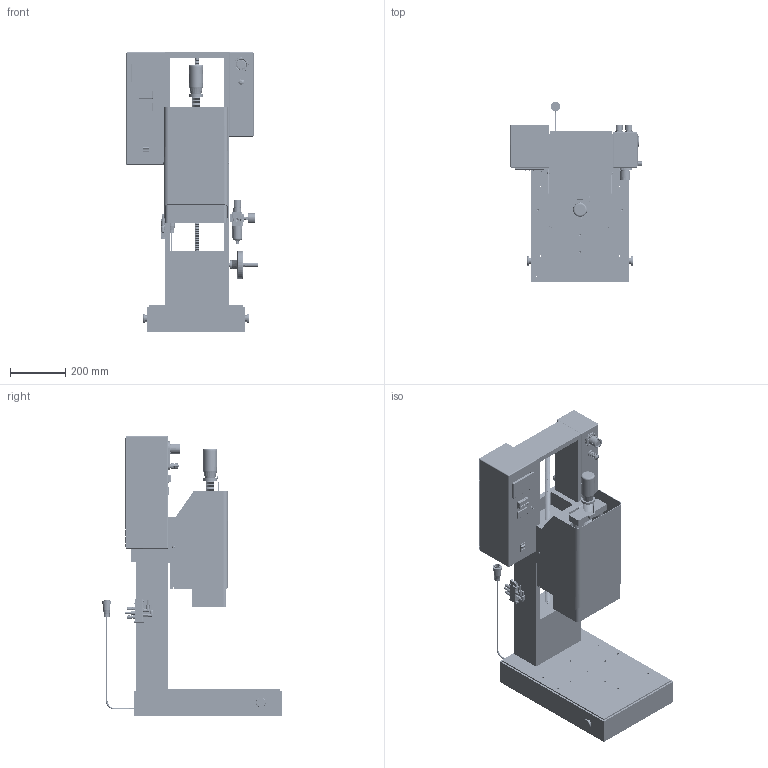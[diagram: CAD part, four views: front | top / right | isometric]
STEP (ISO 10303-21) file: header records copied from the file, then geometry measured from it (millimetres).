
FILE_DESCRIPTION(('', 'CAx-IF Rec.Pracs.---Representation and Presentation of Product Manufacturing Information (PMI)---4.0---2014-10-13'),'2;1');
FILE_NAME('VB10 VERTEX BASIC - EMAIL.STP', '2024-03-01T13:49:01',(''), (''), 'Kubotek Kosmos Version 5.3.13691.13691', 'KeyCreator Pro', '');
FILE_SCHEMA(('AP242_MANAGED_MODEL_BASED_3D_ENGINEERING_MIM_LF { 1 0 10303 442 4 1 4 }'));
Length unit declared in the file: inch
Bounding box: 478.39 x 650.22 x 1009.93 mm (x, y, z)
Volume: 33983133.9 mm3; surface area: 4211397.3 mm2
Topology: 27 solids, 126 shells, 5391 faces, 13743 edges, 8976 vertices
Faces by surface type: plane 2461, cone 1253, cylinder 1173, bspline 286, torus 170, sphere 48
Full cylindrical faces by diameter (mm): 1.27 x8, 2 x2, 2.261 x14, 2.362 x30, 2.388 x2, 2.438 x1, 2.6 x2, 2.8 x1, 2.845 x1, 2.9 x1, 3 x6, 3.05 x1, 3.175 x14, 3.2 x2, 3.454 x5, 3.5 x1, 3.572 x12, 3.8 x1, 3.81 x1, 3.9 x1, 4.039 x10, 4.166 x2, 4.3 x1, 4.42 x1, 4.445 x1, 4.496 x2, 4.5 x1, 4.6 x1, 4.762 x1, 4.775 x1
Entity records: 210481 total; most frequent: CARTESIAN_POINT 61271, ORIENTED_EDGE 26912, DIRECTION 26498, GENERAL_PROPERTY 16675, EDGE_CURVE 13579, AXIS2_PLACEMENT_3D 9211, VERTEX_POINT 8736, VECTOR 8076
